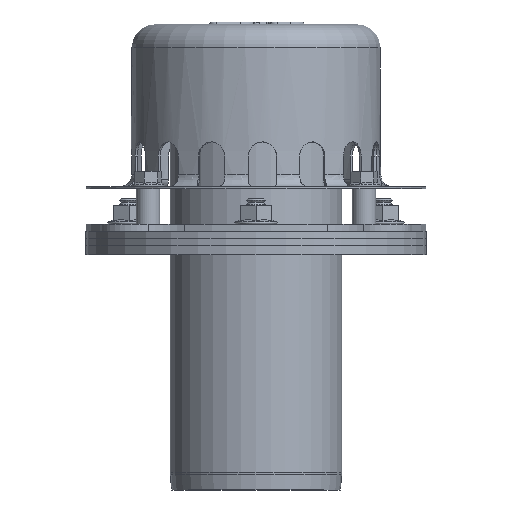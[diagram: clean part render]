
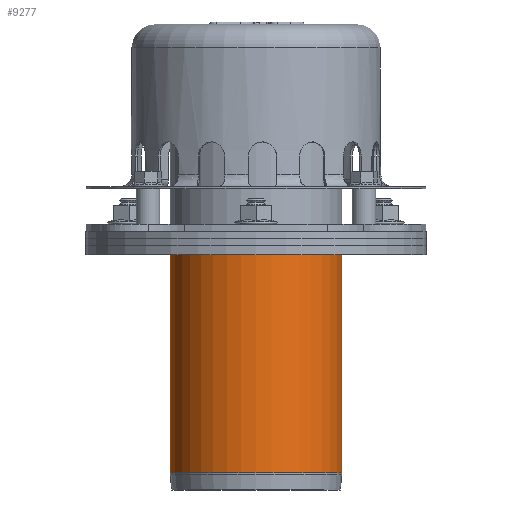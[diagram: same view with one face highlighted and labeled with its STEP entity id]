
A CAD part, front view. The second image highlights one B-rep face of the part: STEP entity #9277.
In plain terms, the highlighted cylindrical face has radius 365 mm (diameter 730 mm), a full revolution.
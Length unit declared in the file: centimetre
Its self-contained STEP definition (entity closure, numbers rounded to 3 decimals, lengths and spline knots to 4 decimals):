
#203=CYLINDRICAL_SURFACE('',#10219,36.5);
#732=LINE('',#15437,#1186);
#1186=VECTOR('',#12306,36.5);
#2343=FACE_OUTER_BOUND('',#2945,.T.);
#2945=EDGE_LOOP('',(#7554,#7555,#7556,#7557,#7558));
#3496=CIRCLE('',#10201,36.5);
#3497=CIRCLE('',#10202,36.5);
#3507=CIRCLE('',#10218,36.5);
#4117=VERTEX_POINT('',#15403);
#4118=VERTEX_POINT('',#15405);
#4126=VERTEX_POINT('',#15434);
#5337=EDGE_CURVE('',#4117,#4118,#3496,.T.);
#5338=EDGE_CURVE('',#4118,#4117,#3497,.T.);
#5352=EDGE_CURVE('',#4126,#4126,#3507,.T.);
#5353=EDGE_CURVE('',#4118,#4126,#732,.T.);
#7554=ORIENTED_EDGE('',*,*,#5337,.F.);
#7555=ORIENTED_EDGE('',*,*,#5338,.F.);
#7556=ORIENTED_EDGE('',*,*,#5353,.T.);
#7557=ORIENTED_EDGE('',*,*,#5352,.T.);
#7558=ORIENTED_EDGE('',*,*,#5353,.F.);
#9277=ADVANCED_FACE('',(#2343),#203,.T.);
#10201=AXIS2_PLACEMENT_3D('',#15406,#12264,#12265);
#10202=AXIS2_PLACEMENT_3D('',#15407,#12266,#12267);
#10218=AXIS2_PLACEMENT_3D('',#15435,#12302,#12303);
#10219=AXIS2_PLACEMENT_3D('',#15436,#12304,#12305);
#12264=DIRECTION('center_axis',(0.,0.,-1.));
#12265=DIRECTION('ref_axis',(1.,0.,0.));
#12266=DIRECTION('center_axis',(0.,0.,-1.));
#12267=DIRECTION('ref_axis',(1.,0.,0.));
#12302=DIRECTION('center_axis',(0.,0.,-1.));
#12303=DIRECTION('ref_axis',(1.,0.,0.));
#12304=DIRECTION('center_axis',(0.,0.,-1.));
#12305=DIRECTION('ref_axis',(-1.,0.,0.));
#12306=DIRECTION('',(0.,0.,1.));
#15403=CARTESIAN_POINT('',(667.8647,391.9055,-54.642));
#15405=CARTESIAN_POINT('',(704.3647,428.4055,-54.642));
#15406=CARTESIAN_POINT('Origin',(667.8647,428.4055,-54.642));
#15407=CARTESIAN_POINT('Origin',(667.8647,428.4055,-54.642));
#15434=CARTESIAN_POINT('',(704.3647,428.4055,38.));
#15435=CARTESIAN_POINT('Origin',(667.8647,428.4055,38.));
#15436=CARTESIAN_POINT('Origin',(667.8647,428.4055,-8.321));
#15437=CARTESIAN_POINT('',(704.3647,428.4055,-8.321));
